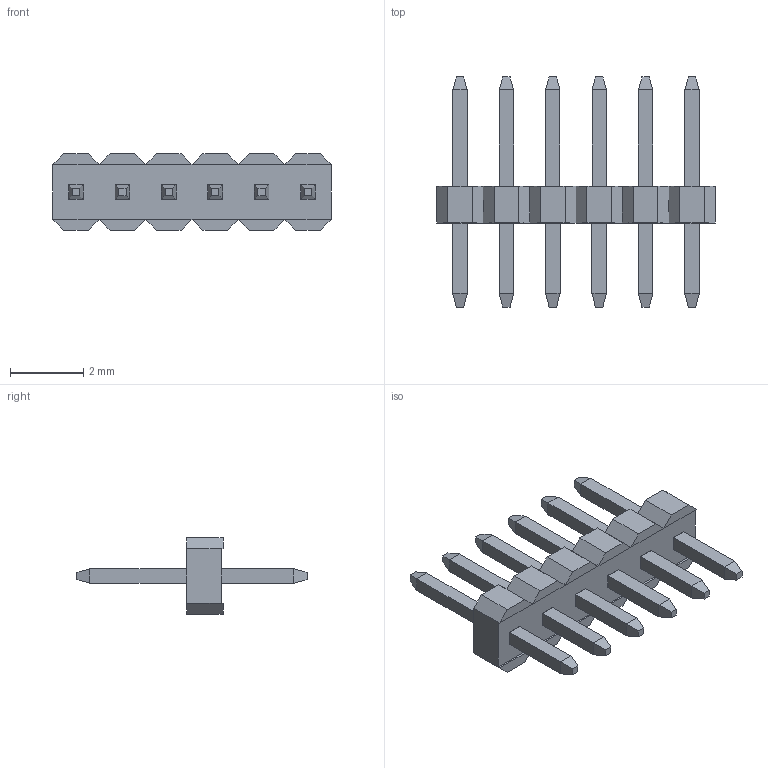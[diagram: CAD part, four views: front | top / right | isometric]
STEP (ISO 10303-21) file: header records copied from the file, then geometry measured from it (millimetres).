
FILE_DESCRIPTION((''),'2;1');
FILE_NAME('M50-3530642_ASM','2020-10-08T09:02:00',('mrudkin'),(''),'CREO PARAMETRIC BY PTC INC, 2020154','CREO PARAMETRIC BY PTC INC, 2020154','');
FILE_SCHEMA(('CONFIG_CONTROL_DESIGN','SHAPE_APPEARANCE_LAYERS_GROUPS'));
Length unit declared in the file: millimetre
Products named in the file (3): M50-35306_MOULD; M50-353_CONTACT; M50-3530642_ASM
Assembly tree (7 placements, depth 2):
  M50-3530642_ASM
    M50-35306_MOULD
    M50-353_CONTACT  x6
Bounding box: 7.62 x 6.3 x 2.1 mm (x, y, z)
Volume: 19 mm3; surface area: 117.4 mm2
Topology: 7 solids, 7 shells, 202 faces, 474 edges, 292 vertices
Faces by surface type: plane 202
Entity records: 4366 total; most frequent: CARTESIAN_POINT 563, ORIENTED_EDGE 548, DIRECTION 508, PRESENTATION_STYLE_ASSIGNMENT 295, STYLED_ITEM 276, VECTOR 274, LINE 274, CURVE_STYLE 274
